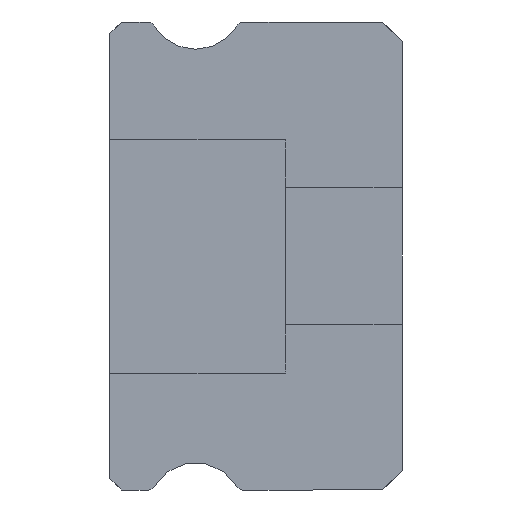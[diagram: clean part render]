
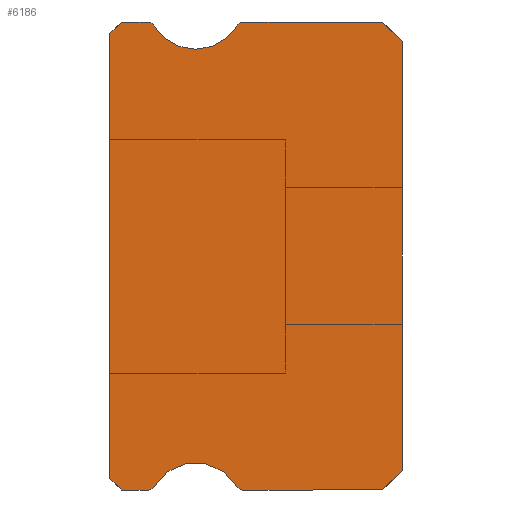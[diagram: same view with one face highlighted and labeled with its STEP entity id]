
A CAD part, left-side view. The second image highlights one B-rep face of the part: STEP entity #6186.
In plain terms, the highlighted planar face has unit normal (-1, 0, 0).
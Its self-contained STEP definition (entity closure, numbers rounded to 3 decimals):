
#37 = DIRECTION ( 'NONE',  ( 0., 0., -1. ) ) ;
#57 = EDGE_CURVE ( 'NONE', #4062, #1337, #7366, .T. ) ;
#125 = CARTESIAN_POINT ( 'NONE',  ( -5., 5.3, 5.3 ) ) ;
#160 = EDGE_CURVE ( 'NONE', #8311, #8555, #1370, .T. ) ;
#207 = DIRECTION ( 'NONE',  ( 1., 0., 0. ) ) ;
#227 = VECTOR ( 'NONE', #2311, 1000. ) ;
#314 = VECTOR ( 'NONE', #6987, 1000. ) ;
#450 = DIRECTION ( 'NONE',  ( -1., 0., 0. ) ) ;
#530 = DIRECTION ( 'NONE',  ( 0., -0.707, -0.707 ) ) ;
#533 = CARTESIAN_POINT ( 'NONE',  ( -5., 0., -5.5 ) ) ;
#681 = LINE ( 'NONE', #3781, #314 ) ;
#747 = CIRCLE ( 'NONE', #4793, 1.25 ) ;
#844 = CARTESIAN_POINT ( 'NONE',  ( -5., 4.088, 5.85 ) ) ;
#959 = CARTESIAN_POINT ( 'NONE',  ( -5., 6.512, 5.85 ) ) ;
#965 = CIRCLE ( 'NONE', #8379, 0.15 ) ;
#1223 = EDGE_CURVE ( 'NONE', #2052, #9467, #5990, .T. ) ;
#1233 = CARTESIAN_POINT ( 'NONE',  ( -5., 4.088, -5.85 ) ) ;
#1245 = CIRCLE ( 'NONE', #2600, 0.15 ) ;
#1337 = VERTEX_POINT ( 'NONE', #9429 ) ;
#1370 = LINE ( 'NONE', #6037, #2489 ) ;
#1378 = DIRECTION ( 'NONE',  ( -1., 0., 0. ) ) ;
#1468 = AXIS2_PLACEMENT_3D ( 'NONE', #2568, #6603, #5811 ) ;
#1494 = VERTEX_POINT ( 'NONE', #5515 ) ;
#1720 = DIRECTION ( 'NONE',  ( 1., 0., 0. ) ) ;
#1871 = LINE ( 'NONE', #7451, #7846 ) ;
#1933 = VERTEX_POINT ( 'NONE', #3884 ) ;
#2052 = VERTEX_POINT ( 'NONE', #125 ) ;
#2096 = ORIENTED_EDGE ( 'NONE', *, *, #6374, .F. ) ;
#2143 = DIRECTION ( 'NONE',  ( 1., 0., 0. ) ) ;
#2292 = DIRECTION ( 'NONE',  ( 0., -1., 0. ) ) ;
#2311 = DIRECTION ( 'NONE',  ( 0., 0., 1. ) ) ;
#2322 = ORIENTED_EDGE ( 'NONE', *, *, #7351, .F. ) ;
#2460 = EDGE_CURVE ( 'NONE', #7621, #1933, #9321, .T. ) ;
#2489 = VECTOR ( 'NONE', #530, 1000. ) ;
#2494 = AXIS2_PLACEMENT_3D ( 'NONE', #6207, #207, #5783 ) ;
#2568 = CARTESIAN_POINT ( 'NONE',  ( -5., 5.3, 6.55 ) ) ;
#2595 = PLANE ( 'NONE',  #7730 ) ;
#2600 = AXIS2_PLACEMENT_3D ( 'NONE', #844, #1720, #37 ) ;
#2665 = ORIENTED_EDGE ( 'NONE', *, *, #4048, .F. ) ;
#2727 = CARTESIAN_POINT ( 'NONE',  ( -5., 7.5, 5.7 ) ) ;
#2779 = VECTOR ( 'NONE', #8303, 1000. ) ;
#2861 = CIRCLE ( 'NONE', #10105, 0.15 ) ;
#2864 = CARTESIAN_POINT ( 'NONE',  ( -5., 0., -5.5 ) ) ;
#2883 = CARTESIAN_POINT ( 'NONE',  ( -5., 6.512, -6. ) ) ;
#3075 = VERTEX_POINT ( 'NONE', #7933 ) ;
#3213 = EDGE_CURVE ( 'NONE', #3394, #4172, #8431, .T. ) ;
#3272 = CARTESIAN_POINT ( 'NONE',  ( -5., 6.512, 5.85 ) ) ;
#3394 = VERTEX_POINT ( 'NONE', #6573 ) ;
#3431 = DIRECTION ( 'NONE',  ( 1., 0., 0. ) ) ;
#3532 = DIRECTION ( 'NONE',  ( 0., 0.707, -0.707 ) ) ;
#3590 = LINE ( 'NONE', #4441, #5521 ) ;
#3669 = EDGE_CURVE ( 'NONE', #8311, #4172, #7950, .T. ) ;
#3781 = CARTESIAN_POINT ( 'NONE',  ( -5., 6.512, -6. ) ) ;
#3884 = CARTESIAN_POINT ( 'NONE',  ( -5., 0., 5.5 ) ) ;
#3939 = CARTESIAN_POINT ( 'NONE',  ( -5., 0.5, 6. ) ) ;
#4040 = CARTESIAN_POINT ( 'NONE',  ( -5., 7.5, -5.7 ) ) ;
#4048 = EDGE_CURVE ( 'NONE', #9467, #9102, #1245, .T. ) ;
#4062 = VERTEX_POINT ( 'NONE', #9158 ) ;
#4081 = ORIENTED_EDGE ( 'NONE', *, *, #5542, .F. ) ;
#4167 = FACE_OUTER_BOUND ( 'NONE', #9714, .T. ) ;
#4172 = VERTEX_POINT ( 'NONE', #2727 ) ;
#4189 = VECTOR ( 'NONE', #8058, 1000. ) ;
#4356 = EDGE_CURVE ( 'NONE', #9102, #1494, #1871, .T. ) ;
#4441 = CARTESIAN_POINT ( 'NONE',  ( -5., 7.2, 6. ) ) ;
#4455 = CARTESIAN_POINT ( 'NONE',  ( -5., 5.3, 6.55 ) ) ;
#4524 = CARTESIAN_POINT ( 'NONE',  ( -5., 7.5, 5.85 ) ) ;
#4575 = CARTESIAN_POINT ( 'NONE',  ( -5., 4.088, 6. ) ) ;
#4645 = CARTESIAN_POINT ( 'NONE',  ( -5., 6.512, -6. ) ) ;
#4793 = AXIS2_PLACEMENT_3D ( 'NONE', #4455, #450, #9150 ) ;
#4802 = ORIENTED_EDGE ( 'NONE', *, *, #3669, .F. ) ;
#5010 = VECTOR ( 'NONE', #2292, 1000. ) ;
#5085 = EDGE_CURVE ( 'NONE', #10396, #2052, #747, .T. ) ;
#5156 = CARTESIAN_POINT ( 'NONE',  ( -5., 7.5, 5.7 ) ) ;
#5384 = CARTESIAN_POINT ( 'NONE',  ( -5., 5.3, -6.55 ) ) ;
#5515 = CARTESIAN_POINT ( 'NONE',  ( -5., 0.5, 6. ) ) ;
#5521 = VECTOR ( 'NONE', #9256, 1000. ) ;
#5537 = LINE ( 'NONE', #4645, #5010 ) ;
#5542 = EDGE_CURVE ( 'NONE', #7621, #9378, #9349, .T. ) ;
#5696 = ORIENTED_EDGE ( 'NONE', *, *, #3213, .T. ) ;
#5783 = DIRECTION ( 'NONE',  ( 0., 0., -1. ) ) ;
#5811 = DIRECTION ( 'NONE',  ( 0., 0., -1. ) ) ;
#5907 = ORIENTED_EDGE ( 'NONE', *, *, #9966, .T. ) ;
#5924 = DIRECTION ( 'NONE',  ( 1., 0., 0. ) ) ;
#5990 = CIRCLE ( 'NONE', #1468, 1.25 ) ;
#6037 = CARTESIAN_POINT ( 'NONE',  ( -5., 7.2, -6. ) ) ;
#6186 = ADVANCED_FACE ( 'NONE', ( #4167 ), #2595, .F. ) ;
#6207 = CARTESIAN_POINT ( 'NONE',  ( -5., 6.512, -5.85 ) ) ;
#6374 = EDGE_CURVE ( 'NONE', #6863, #4062, #2861, .T. ) ;
#6395 = VERTEX_POINT ( 'NONE', #2883 ) ;
#6527 = ORIENTED_EDGE ( 'NONE', *, *, #1223, .F. ) ;
#6573 = CARTESIAN_POINT ( 'NONE',  ( -5., 7.2, 6. ) ) ;
#6603 = DIRECTION ( 'NONE',  ( -1., 0., 0. ) ) ;
#6761 = CARTESIAN_POINT ( 'NONE',  ( -5., 0., 5.5 ) ) ;
#6774 = ORIENTED_EDGE ( 'NONE', *, *, #8182, .F. ) ;
#6863 = VERTEX_POINT ( 'NONE', #9259 ) ;
#6879 = CARTESIAN_POINT ( 'NONE',  ( -5., 4.217, 5.925 ) ) ;
#6915 = ORIENTED_EDGE ( 'NONE', *, *, #160, .T. ) ;
#6954 = DIRECTION ( 'NONE',  ( 0., 0.707, -0.707 ) ) ;
#6956 = DIRECTION ( 'NONE',  ( 0., 0., -1. ) ) ;
#6987 = DIRECTION ( 'NONE',  ( 0., 1., 0. ) ) ;
#7051 = LINE ( 'NONE', #3939, #4189 ) ;
#7351 = EDGE_CURVE ( 'NONE', #1337, #6395, #8897, .T. ) ;
#7366 = CIRCLE ( 'NONE', #9236, 1.25 ) ;
#7386 = DIRECTION ( 'NONE',  ( 0., 0., -1. ) ) ;
#7412 = ORIENTED_EDGE ( 'NONE', *, *, #9263, .F. ) ;
#7451 = CARTESIAN_POINT ( 'NONE',  ( -5., 6.512, 6. ) ) ;
#7533 = DIRECTION ( 'NONE',  ( 0., 0., -1. ) ) ;
#7621 = VERTEX_POINT ( 'NONE', #533 ) ;
#7730 = AXIS2_PLACEMENT_3D ( 'NONE', #959, #3431, #7386 ) ;
#7846 = VECTOR ( 'NONE', #9100, 1000. ) ;
#7933 = CARTESIAN_POINT ( 'NONE',  ( -5., 6.512, 6. ) ) ;
#7950 = LINE ( 'NONE', #4524, #227 ) ;
#8058 = DIRECTION ( 'NONE',  ( 0., -0.707, -0.707 ) ) ;
#8159 = VECTOR ( 'NONE', #3532, 1000. ) ;
#8182 = EDGE_CURVE ( 'NONE', #9378, #6863, #681, .T. ) ;
#8303 = DIRECTION ( 'NONE',  ( 0., 0., 1. ) ) ;
#8311 = VERTEX_POINT ( 'NONE', #4040 ) ;
#8379 = AXIS2_PLACEMENT_3D ( 'NONE', #3272, #5924, #7533 ) ;
#8431 = LINE ( 'NONE', #5156, #8159 ) ;
#8456 = ORIENTED_EDGE ( 'NONE', *, *, #10339, .F. ) ;
#8555 = VERTEX_POINT ( 'NONE', #8763 ) ;
#8575 = DIRECTION ( 'NONE',  ( 0., 0., -1. ) ) ;
#8763 = CARTESIAN_POINT ( 'NONE',  ( -5., 7.2, -6. ) ) ;
#8799 = ORIENTED_EDGE ( 'NONE', *, *, #57, .F. ) ;
#8897 = CIRCLE ( 'NONE', #2494, 0.15 ) ;
#8938 = ORIENTED_EDGE ( 'NONE', *, *, #5085, .F. ) ;
#9100 = DIRECTION ( 'NONE',  ( 0., -1., 0. ) ) ;
#9102 = VERTEX_POINT ( 'NONE', #4575 ) ;
#9150 = DIRECTION ( 'NONE',  ( 0., 0., -1. ) ) ;
#9158 = CARTESIAN_POINT ( 'NONE',  ( -5., 4.217, -5.925 ) ) ;
#9236 = AXIS2_PLACEMENT_3D ( 'NONE', #5384, #1378, #6956 ) ;
#9256 = DIRECTION ( 'NONE',  ( 0., 1., 0. ) ) ;
#9259 = CARTESIAN_POINT ( 'NONE',  ( -5., 4.088, -6. ) ) ;
#9263 = EDGE_CURVE ( 'NONE', #1494, #1933, #7051, .T. ) ;
#9321 = LINE ( 'NONE', #6761, #2779 ) ;
#9349 = LINE ( 'NONE', #2864, #9519 ) ;
#9378 = VERTEX_POINT ( 'NONE', #9812 ) ;
#9429 = CARTESIAN_POINT ( 'NONE',  ( -5., 6.383, -5.925 ) ) ;
#9467 = VERTEX_POINT ( 'NONE', #6879 ) ;
#9491 = ORIENTED_EDGE ( 'NONE', *, *, #2460, .T. ) ;
#9519 = VECTOR ( 'NONE', #6954, 1000. ) ;
#9714 = EDGE_LOOP ( 'NONE', ( #5696, #4802, #6915, #9806, #2322, #8799, #2096, #6774, #4081, #9491, #7412, #9955, #2665, #6527, #8938, #8456, #5907 ) ) ;
#9806 = ORIENTED_EDGE ( 'NONE', *, *, #10154, .T. ) ;
#9812 = CARTESIAN_POINT ( 'NONE',  ( -5., 0.5, -6. ) ) ;
#9955 = ORIENTED_EDGE ( 'NONE', *, *, #4356, .F. ) ;
#9966 = EDGE_CURVE ( 'NONE', #3075, #3394, #3590, .T. ) ;
#10105 = AXIS2_PLACEMENT_3D ( 'NONE', #1233, #2143, #8575 ) ;
#10154 = EDGE_CURVE ( 'NONE', #8555, #6395, #5537, .T. ) ;
#10179 = CARTESIAN_POINT ( 'NONE',  ( -5., 6.383, 5.925 ) ) ;
#10339 = EDGE_CURVE ( 'NONE', #3075, #10396, #965, .T. ) ;
#10396 = VERTEX_POINT ( 'NONE', #10179 ) ;
